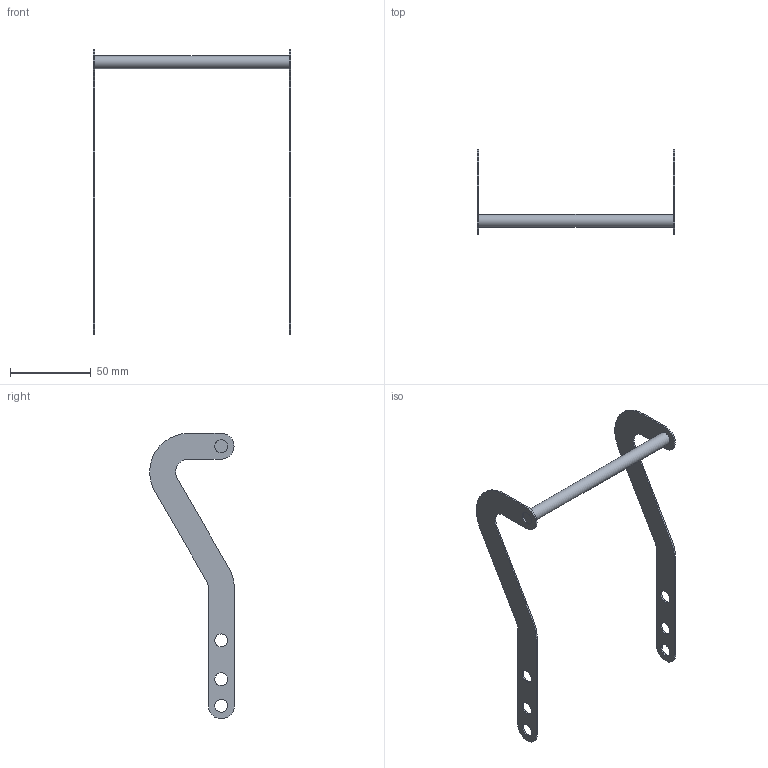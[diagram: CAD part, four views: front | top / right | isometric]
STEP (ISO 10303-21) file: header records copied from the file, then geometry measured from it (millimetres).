
FILE_DESCRIPTION(/* description */ ('','CAx-IF Rec.Pracs.---Representation and Presentation of Product Manufacturing Information (PMI)---4.0---2014-10-13'),/* implementation_level */ '2;1');
FILE_NAME(/* name */ 'gokart pedal 1.step',/* time_stamp */ '2025-02-20T13:21:55+05:30',/* author */ (''),/* organization */ (''),/* preprocessor_version */ 'ST-DEVELOPER v20',/* originating_system */ 'Autodesk Translation Framework v13.20.0.188',/* authorisation */ '');
FILE_SCHEMA (('AP242_MANAGED_MODEL_BASED_3D_ENGINEERING_MIM_LF { 1 0 10303 442 1 1 4 }'));
Length unit declared in the file: millimetre
Products named in the file (1): Component3
Bounding box: 122 x 52.29 x 176.43 mm (x, y, z)
Volume: 12400.9 mm3; surface area: 16952.2 mm2
Topology: 3 solids, 3 shells, 39 faces, 99 edges, 66 vertices
Faces by surface type: cylinder 21, plane 18
Full cylindrical faces by diameter (mm): 8 x9
Entity records: 1265 total; most frequent: DIRECTION 221, CARTESIAN_POINT 205, ORIENTED_EDGE 198, EDGE_CURVE 99, AXIS2_PLACEMENT_3D 82, VERTEX_POINT 66, LINE 57, VECTOR 57
